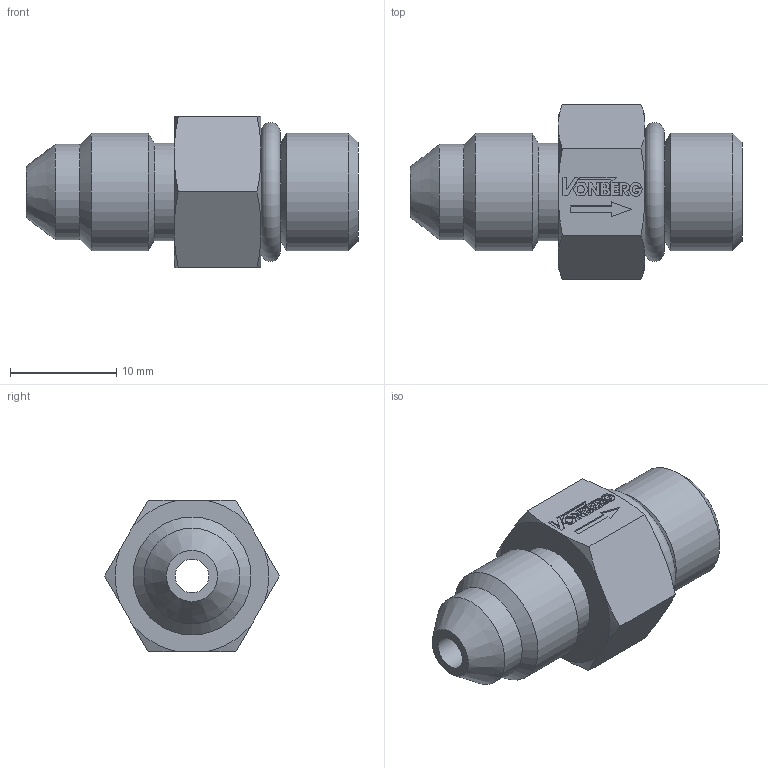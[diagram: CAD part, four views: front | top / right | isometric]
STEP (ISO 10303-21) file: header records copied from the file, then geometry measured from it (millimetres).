
FILE_DESCRIPTION((''),'2;1');
FILE_NAME('1104F.stp','2014-12-29T13:44:34',('jml'),(''),'Autodesk Inventor 2010','Autodesk Inventor 2010','');
FILE_SCHEMA(('AUTOMOTIVE_DESIGN { 1 0 10303 214 1 1 1 1 }'));
Length unit declared in the file: inch
Products named in the file (3): 1104F; 221392; 904 O-RING
Assembly tree (2 placements, depth 2):
  1104F
    221392
    904 O-RING
Bounding box: 31.24 x 16.48 x 14.27 mm (x, y, z)
Volume: 3112.4 mm3; surface area: 2003.2 mm2
Topology: 2 solids, 2 shells, 132 faces, 337 edges, 222 vertices
Faces by surface type: plane 93, cylinder 21, cone 17, torus 1
Full cylindrical faces by diameter (mm): 0.696 x1, 3.175 x1, 8.992 x1, 9.169 x1, 9.296 x1, 11.1 x2
Entity records: 3980 total; most frequent: CARTESIAN_POINT 730, ORIENTED_EDGE 648, DIRECTION 632, EDGE_CURVE 324, VECTOR 242, LINE 242, VERTEX_POINT 221, AXIS2_PLACEMENT_3D 195
